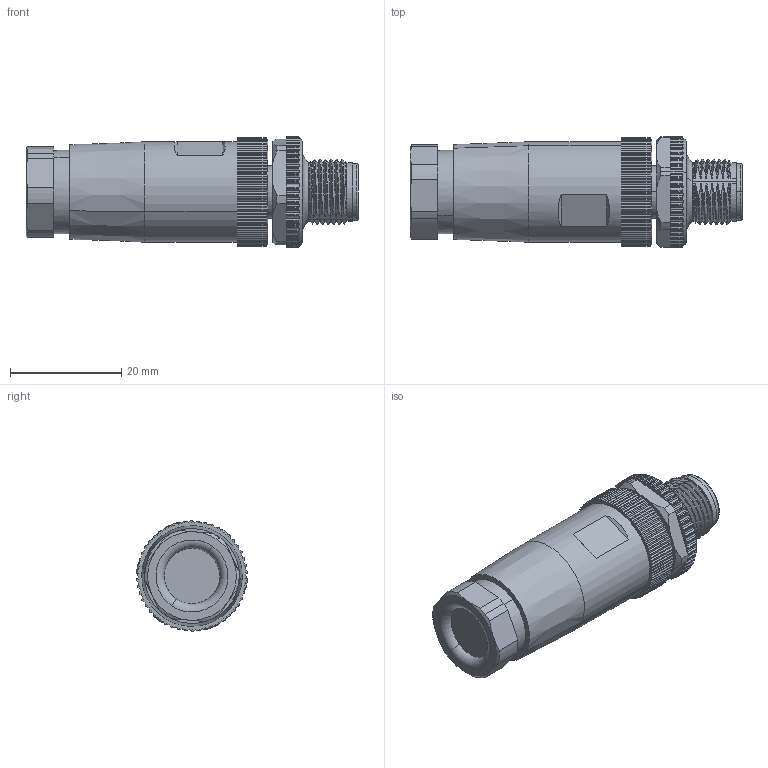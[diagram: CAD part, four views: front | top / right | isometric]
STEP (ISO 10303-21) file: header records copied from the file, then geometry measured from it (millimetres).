
FILE_DESCRIPTION((''),'2;1');
FILE_NAME('234945_ASM','2023-07-25T15:45:41',('banengservice'),('BANNER ENGINEERING'),'CREO PARAMETRIC BY PTC INC, 2022414','CREO PARAMETRIC BY PTC INC, 2022414','');
FILE_SCHEMA(('CONFIG_CONTROL_DESIGN'));
Length unit declared in the file: millimetre
Products named in the file (2): 234945_EP01; 234945_ASM
Assembly tree (1 placements, depth 2):
  234945_ASM
    234945_EP01
Bounding box: 59.8 x 19.97 x 19.9 mm (x, y, z)
Volume: 12670.5 mm3; surface area: 5328.7 mm2
Topology: 1 solids, 2 shells, 830 faces, 2365 edges, 1561 vertices
Faces by surface type: plane 376, cylinder 367, bspline 44, cone 37, torus 6
Entity records: 30777 total; most frequent: CARTESIAN_POINT 9804, ORIENTED_EDGE 4730, DIRECTION 3988, EDGE_CURVE 2365, VERTEX_POINT 1561, AXIS2_PLACEMENT_3D 1441, VECTOR 1106, LINE 1106
